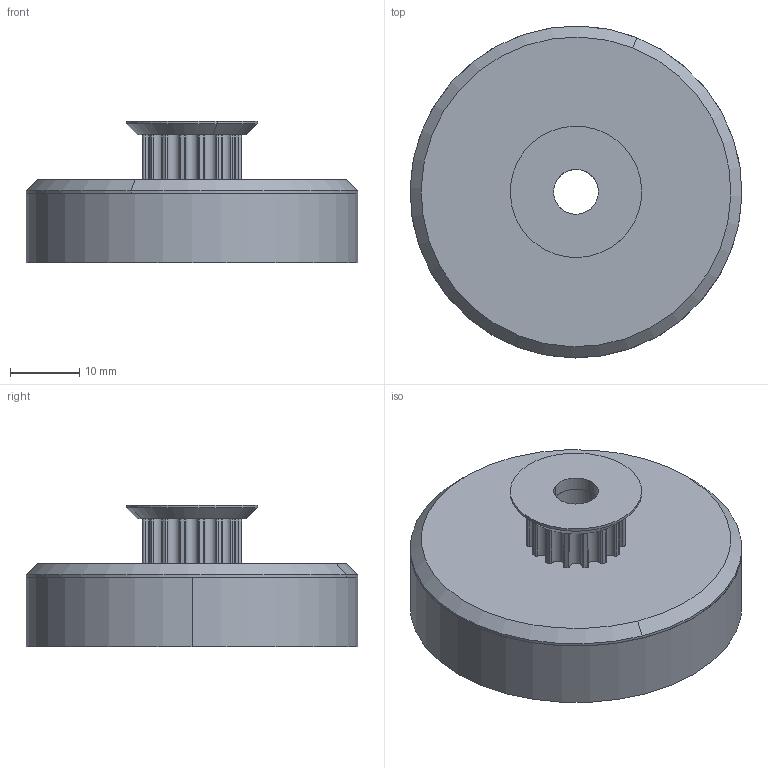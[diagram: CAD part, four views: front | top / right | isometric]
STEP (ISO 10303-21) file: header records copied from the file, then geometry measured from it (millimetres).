
FILE_DESCRIPTION (( 'STEP AP214' ), '1' );
FILE_NAME ('Ring.STEP', '2024-09-08T13:27:04', ( '' ), ( '' ), 'SwSTEP 2.0', 'SolidWorks 2024', '' );
FILE_SCHEMA (( 'AUTOMOTIVE_DESIGN' ));
Length unit declared in the file: millimetre
Products named in the file (5): Ring_Middle; Gear_Top.step; Ring_Top; InternalInvoluteGear.step; Ring
Assembly tree (4 placements, depth 2):
  Ring
    InternalInvoluteGear.step
    Ring_Top
    Gear_Top.step
    Ring_Middle
Bounding box: 48 x 48 x 20.5 mm (x, y, z)
Volume: 8583.4 mm3; surface area: 9916.7 mm2
Topology: 4 solids, 4 shells, 262 faces, 752 edges, 500 vertices
Faces by surface type: bspline 226, cylinder 20, plane 12, cone 4
Entity records: 15046 total; most frequent: CARTESIAN_POINT 9731, ORIENTED_EDGE 1504, EDGE_CURVE 752, VERTEX_POINT 500, DIRECTION 430, B_SPLINE_CURVE_WITH_KNOTS 332, EDGE_LOOP 272, FACE_OUTER_BOUND 262
